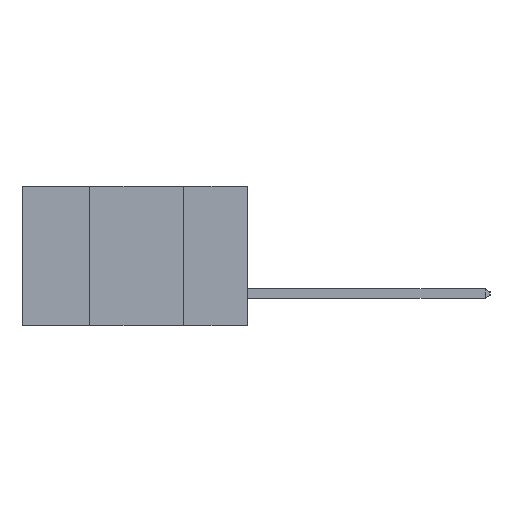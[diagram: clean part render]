
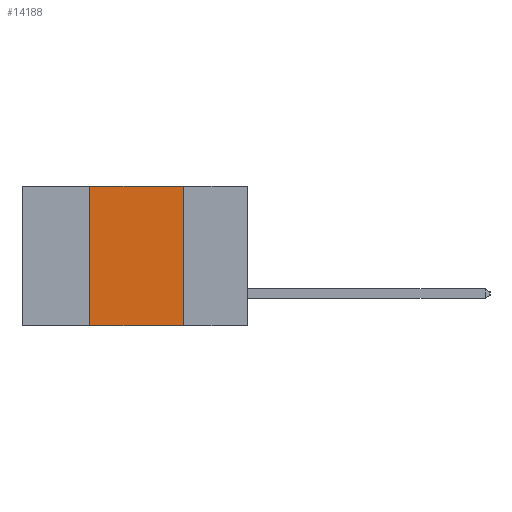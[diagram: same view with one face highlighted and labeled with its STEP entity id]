
A CAD part, left-side view. The second image highlights one B-rep face of the part: STEP entity #14188.
In plain terms, the highlighted planar face has unit normal (-1, 0, 0).
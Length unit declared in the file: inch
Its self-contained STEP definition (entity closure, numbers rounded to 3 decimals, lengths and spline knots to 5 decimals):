
#9 = LINE ( 'NONE', #14832, #9266 ) ;
#848 = ORIENTED_EDGE ( 'NONE', *, *, #8509, .T. ) ;
#1001 = PLANE ( 'NONE',  #20569 ) ;
#1124 = VERTEX_POINT ( 'NONE', #10240 ) ;
#1291 = DIRECTION ( 'NONE',  ( 0., 0., 1. ) ) ;
#1821 = VERTEX_POINT ( 'NONE', #9147 ) ;
#1968 = CARTESIAN_POINT ( 'NONE',  ( 0., 0.6, 0. ) ) ;
#2607 = ORIENTED_EDGE ( 'NONE', *, *, #18474, .F. ) ;
#2748 = EDGE_CURVE ( 'NONE', #5431, #1124, #18983, .T. ) ;
#3367 = DIRECTION ( 'NONE',  ( 0., -1., 0. ) ) ;
#4013 = VECTOR ( 'NONE', #14640, 39.37008 ) ;
#5357 = EDGE_LOOP ( 'NONE', ( #11446, #5784, #2607, #848 ) ) ;
#5431 = VERTEX_POINT ( 'NONE', #19850 ) ;
#5784 = ORIENTED_EDGE ( 'NONE', *, *, #2748, .F. ) ;
#8509 = EDGE_CURVE ( 'NONE', #1821, #16640, #9470, .T. ) ;
#9147 = CARTESIAN_POINT ( 'NONE',  ( 0., 0.42, -0.37 ) ) ;
#9266 = VECTOR ( 'NONE', #16656, 39.37008 ) ;
#9438 = VECTOR ( 'NONE', #3367, 39.37008 ) ;
#9470 = LINE ( 'NONE', #21592, #4013 ) ;
#10240 = CARTESIAN_POINT ( 'NONE',  ( 0., 0.17, 0. ) ) ;
#10300 = DIRECTION ( 'NONE',  ( 1., 0., 0. ) ) ;
#11446 = ORIENTED_EDGE ( 'NONE', *, *, #19191, .F. ) ;
#12461 = LINE ( 'NONE', #19399, #16718 ) ;
#14188 = ADVANCED_FACE ( 'NONE', ( #20498 ), #1001, .F. ) ;
#14640 = DIRECTION ( 'NONE',  ( 0., -1., 0. ) ) ;
#14832 = CARTESIAN_POINT ( 'NONE',  ( 0., 0.17, 0. ) ) ;
#16640 = VERTEX_POINT ( 'NONE', #23039 ) ;
#16656 = DIRECTION ( 'NONE',  ( 0., 0., -1. ) ) ;
#16718 = VECTOR ( 'NONE', #1291, 39.37008 ) ;
#18474 = EDGE_CURVE ( 'NONE', #1821, #5431, #12461, .T. ) ;
#18983 = LINE ( 'NONE', #1968, #9438 ) ;
#19191 = EDGE_CURVE ( 'NONE', #1124, #16640, #9, .T. ) ;
#19399 = CARTESIAN_POINT ( 'NONE',  ( 0., 0.42, 0. ) ) ;
#19850 = CARTESIAN_POINT ( 'NONE',  ( 0., 0.42, 0. ) ) ;
#20498 = FACE_OUTER_BOUND ( 'NONE', #5357, .T. ) ;
#20569 = AXIS2_PLACEMENT_3D ( 'NONE', #20943, #10300, #22698 ) ;
#20943 = CARTESIAN_POINT ( 'NONE',  ( 0., 0.6, 0. ) ) ;
#21592 = CARTESIAN_POINT ( 'NONE',  ( 0., 0.6, -0.37 ) ) ;
#22698 = DIRECTION ( 'NONE',  ( 0., 0., -1. ) ) ;
#23039 = CARTESIAN_POINT ( 'NONE',  ( 0., 0.17, -0.37 ) ) ;
